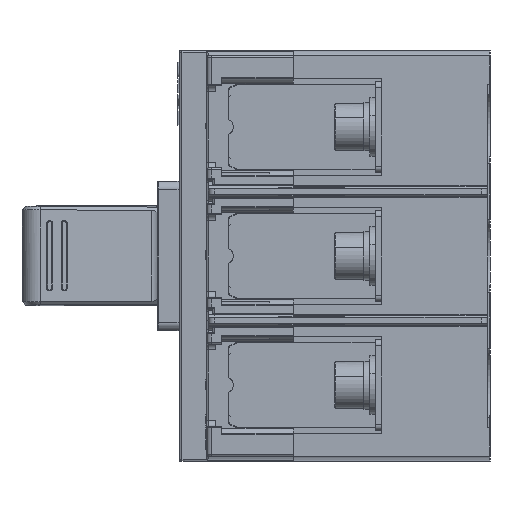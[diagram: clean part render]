
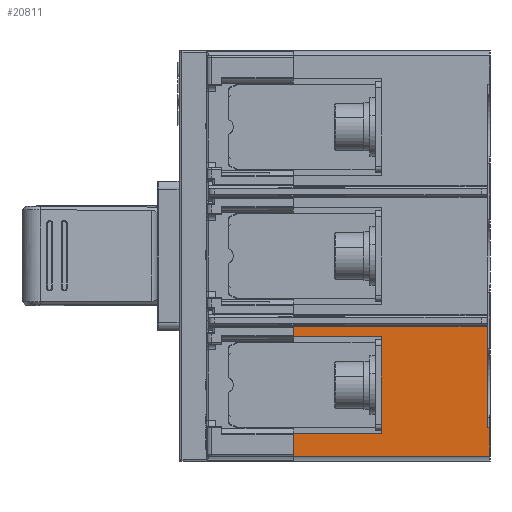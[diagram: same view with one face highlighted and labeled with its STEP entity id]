
A CAD part, left-side view. The second image highlights one B-rep face of the part: STEP entity #20811.
In plain terms, the highlighted planar face has unit normal (-1, 0, 0).
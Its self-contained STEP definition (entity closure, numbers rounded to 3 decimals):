
#1272=DIRECTION('',(0.,0.,1.));
#1273=VECTOR('',#1272,34.75);
#1274=CARTESIAN_POINT('',(-100.5,0.,-58.5));
#1275=LINE('',#1274,#1273);
#4212=DIRECTION('',(0.,0.,1.));
#4213=VECTOR('',#4212,9.75);
#4214=CARTESIAN_POINT('',(-100.5,-1.,-68.25));
#4215=LINE('',#4214,#4213);
#4323=DIRECTION('',(0.,1.,0.));
#4324=VECTOR('',#4323,67.);
#4325=CARTESIAN_POINT('',(-100.5,-1.,-68.25));
#4326=LINE('',#4325,#4324);
#4327=DIRECTION('',(0.,0.,1.));
#4328=VECTOR('',#4327,7.75);
#4329=CARTESIAN_POINT('',(-100.5,66.,-68.25));
#4330=LINE('',#4329,#4328);
#4331=DIRECTION('',(0.,-1.,0.));
#4332=VECTOR('',#4331,30.);
#4333=CARTESIAN_POINT('',(-100.5,66.,-60.5));
#4334=LINE('',#4333,#4332);
#4335=DIRECTION('',(0.,0.,1.));
#4336=VECTOR('',#4335,33.);
#4337=CARTESIAN_POINT('',(-100.5,36.,-60.5));
#4338=LINE('',#4337,#4336);
#4339=DIRECTION('',(0.,1.,0.));
#4340=VECTOR('',#4339,30.);
#4341=CARTESIAN_POINT('',(-100.5,36.,-27.5));
#4342=LINE('',#4341,#4340);
#4343=DIRECTION('',(0.,0.,1.));
#4344=VECTOR('',#4343,3.75);
#4345=CARTESIAN_POINT('',(-100.5,66.,-27.5));
#4346=LINE('',#4345,#4344);
#5174=DIRECTION('',(0.,1.,0.));
#5175=VECTOR('',#5174,66.);
#5176=CARTESIAN_POINT('',(-100.5,0.,-23.75));
#5177=LINE('',#5176,#5175);
#5753=DIRECTION('',(0.,1.,0.));
#5754=VECTOR('',#5753,1.);
#5755=CARTESIAN_POINT('',(-100.5,-1.,-58.5));
#5756=LINE('',#5755,#5754);
#10612=CARTESIAN_POINT('',(-100.5,66.,-60.5));
#10613=VERTEX_POINT('',#10612);
#10614=CARTESIAN_POINT('',(-100.5,66.,-68.25));
#10615=VERTEX_POINT('',#10614);
#10700=CARTESIAN_POINT('',(-100.5,66.,-23.75));
#10701=VERTEX_POINT('',#10700);
#10702=CARTESIAN_POINT('',(-100.5,66.,-27.5));
#10703=VERTEX_POINT('',#10702);
#11163=CARTESIAN_POINT('',(-100.5,0.,-58.5));
#11164=VERTEX_POINT('',#11163);
#11165=CARTESIAN_POINT('',(-100.5,0.,-23.75));
#11166=VERTEX_POINT('',#11165);
#12077=CARTESIAN_POINT('',(-100.5,-1.,-68.25));
#12078=VERTEX_POINT('',#12077);
#12079=CARTESIAN_POINT('',(-100.5,36.,-60.5));
#12080=VERTEX_POINT('',#12079);
#12081=CARTESIAN_POINT('',(-100.5,36.,-27.5));
#12082=VERTEX_POINT('',#12081);
#12083=CARTESIAN_POINT('',(-100.5,-1.,-58.5));
#12084=VERTEX_POINT('',#12083);
#20788=CARTESIAN_POINT('',(-100.5,66.,-70.));
#20789=DIRECTION('',(-1.,0.,0.));
#20790=DIRECTION('',(0.,-1.,0.));
#20791=AXIS2_PLACEMENT_3D('',#20788,#20789,#20790);
#20792=PLANE('',#20791);
#20793=ORIENTED_EDGE('',*,*,#20774,.T.);
#20794=ORIENTED_EDGE('',*,*,#13483,.T.);
#20796=ORIENTED_EDGE('',*,*,#20795,.T.);
#20798=ORIENTED_EDGE('',*,*,#20797,.T.);
#20800=ORIENTED_EDGE('',*,*,#20799,.T.);
#20802=ORIENTED_EDGE('',*,*,#20801,.T.);
#20804=ORIENTED_EDGE('',*,*,#20803,.F.);
#20805=ORIENTED_EDGE('',*,*,#14948,.F.);
#20807=ORIENTED_EDGE('',*,*,#20806,.F.);
#20808=ORIENTED_EDGE('',*,*,#20616,.F.);
#20809=EDGE_LOOP('',(#20793,#20794,#20796,#20798,#20800,#20802,#20804,#20805,
#20807,#20808));
#20810=FACE_OUTER_BOUND('',#20809,.F.);
#20811=ADVANCED_FACE('',(#20810),#20792,.T.);
#13483=EDGE_CURVE('',#10615,#10613,#4330,.T.);
#14948=EDGE_CURVE('',#11164,#11166,#1275,.T.);
#20616=EDGE_CURVE('',#12078,#12084,#4215,.T.);
#20774=EDGE_CURVE('',#12078,#10615,#4326,.T.);
#20795=EDGE_CURVE('',#10613,#12080,#4334,.T.);
#20797=EDGE_CURVE('',#12080,#12082,#4338,.T.);
#20799=EDGE_CURVE('',#12082,#10703,#4342,.T.);
#20801=EDGE_CURVE('',#10703,#10701,#4346,.T.);
#20803=EDGE_CURVE('',#11166,#10701,#5177,.T.);
#20806=EDGE_CURVE('',#12084,#11164,#5756,.T.);
